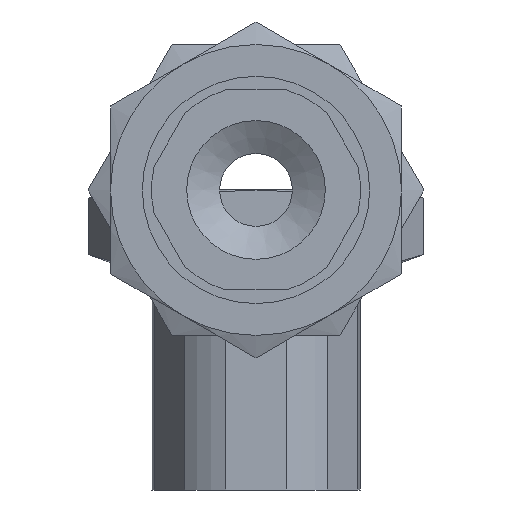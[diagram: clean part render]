
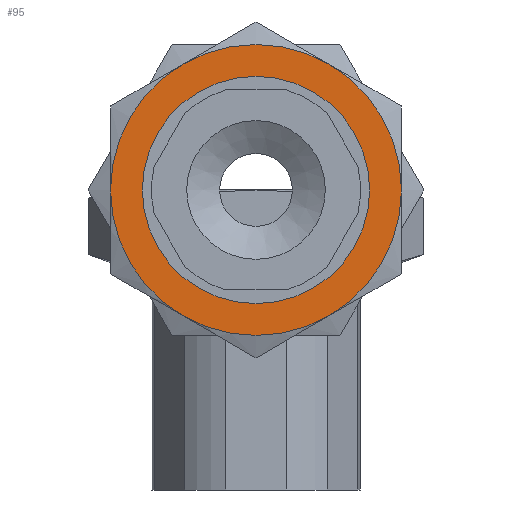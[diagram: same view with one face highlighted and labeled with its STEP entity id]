
A CAD part, front view. The second image highlights one B-rep face of the part: STEP entity #95.
In plain terms, the highlighted face is planar.
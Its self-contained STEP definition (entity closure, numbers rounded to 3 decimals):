
#95 = ADVANCED_FACE( 'NONE', ( #177, #178 ), #179, .F. );
#177 = FACE_OUTER_BOUND( '', #271, .T. );
#178 = FACE_BOUND( '', #272, .T. );
#179 = PLANE( '', #273 );
#271 = EDGE_LOOP( '', ( #434, #435, #436, #437, #438, #439 ) );
#272 = EDGE_LOOP( '', ( #440 ) );
#273 = AXIS2_PLACEMENT_3D( '', #441, #442, #443 );
#434 = ORIENTED_EDGE( '', *, *, #688, .T. );
#435 = ORIENTED_EDGE( '', *, *, #656, .T. );
#436 = ORIENTED_EDGE( '', *, *, #689, .T. );
#437 = ORIENTED_EDGE( '', *, *, #690, .T. );
#438 = ORIENTED_EDGE( '', *, *, #671, .T. );
#439 = ORIENTED_EDGE( '', *, *, #691, .T. );
#440 = ORIENTED_EDGE( '', *, *, #692, .F. );
#441 = CARTESIAN_POINT( '', ( 27.713, -16., 0. ) );
#442 = DIRECTION( '', ( 0., 0., -1. ) );
#443 = DIRECTION( '', ( 0., -1., 0. ) );
#656 = EDGE_CURVE( 'NONE', #829, #830, #831, .T. );
#671 = EDGE_CURVE( 'NONE', #850, #853, #855, .T. );
#688 = EDGE_CURVE( 'NONE', #866, #829, #882, .T. );
#689 = EDGE_CURVE( 'NONE', #830, #878, #883, .T. );
#690 = EDGE_CURVE( 'NONE', #878, #850, #884, .T. );
#691 = EDGE_CURVE( 'NONE', #853, #866, #885, .T. );
#692 = EDGE_CURVE( 'NONE', #886, #886, #887, .T. );
#829 = VERTEX_POINT( 'NONE', #1232 );
#830 = VERTEX_POINT( 'NONE', #1233 );
#831 = CIRCLE( '', #1234, 16. );
#850 = VERTEX_POINT( 'NONE', #1285 );
#853 = VERTEX_POINT( 'NONE', #1293 );
#855 = CIRCLE( '', #1300, 16. );
#866 = VERTEX_POINT( 'NONE', #1322 );
#878 = VERTEX_POINT( 'NONE', #1356 );
#882 = CIRCLE( '', #1370, 16. );
#883 = CIRCLE( '', #1371, 16. );
#884 = CIRCLE( '', #1372, 16. );
#885 = CIRCLE( '', #1373, 16. );
#886 = VERTEX_POINT( '', #1374 );
#887 = CIRCLE( '', #1375, 11.75 );
#1232 = CARTESIAN_POINT( '', ( -13.856, 8., 0. ) );
#1233 = CARTESIAN_POINT( '', ( -13.856, -8., 0. ) );
#1234 = AXIS2_PLACEMENT_3D( '', #1538, #1539, #1540 );
#1285 = CARTESIAN_POINT( '', ( 13.856, -8., 0. ) );
#1293 = CARTESIAN_POINT( '', ( 13.856, 8., 0. ) );
#1300 = AXIS2_PLACEMENT_3D( '', #1546, #1547, #1548 );
#1322 = CARTESIAN_POINT( '', ( 0., 16., 0. ) );
#1356 = CARTESIAN_POINT( '', ( 0., -16., 0. ) );
#1370 = AXIS2_PLACEMENT_3D( '', #1555, #1556, #1557 );
#1371 = AXIS2_PLACEMENT_3D( '', #1558, #1559, #1560 );
#1372 = AXIS2_PLACEMENT_3D( '', #1561, #1562, #1563 );
#1373 = AXIS2_PLACEMENT_3D( '', #1564, #1565, #1566 );
#1374 = CARTESIAN_POINT( '', ( 11.75, 0., 0. ) );
#1375 = AXIS2_PLACEMENT_3D( '', #1567, #1568, #1569 );
#1538 = CARTESIAN_POINT( '', ( 0., 0., 0. ) );
#1539 = DIRECTION( '', ( 0., 0., 1. ) );
#1540 = DIRECTION( '', ( 1., 0., 0. ) );
#1546 = CARTESIAN_POINT( '', ( 0., 0., 0. ) );
#1547 = DIRECTION( '', ( 0., 0., 1. ) );
#1548 = DIRECTION( '', ( 1., 0., 0. ) );
#1555 = CARTESIAN_POINT( '', ( 0., 0., 0. ) );
#1556 = DIRECTION( '', ( 0., 0., 1. ) );
#1557 = DIRECTION( '', ( 1., 0., 0. ) );
#1558 = CARTESIAN_POINT( '', ( 0., 0., 0. ) );
#1559 = DIRECTION( '', ( 0., 0., 1. ) );
#1560 = DIRECTION( '', ( 1., 0., 0. ) );
#1561 = CARTESIAN_POINT( '', ( 0., 0., 0. ) );
#1562 = DIRECTION( '', ( 0., 0., 1. ) );
#1563 = DIRECTION( '', ( 1., 0., 0. ) );
#1564 = CARTESIAN_POINT( '', ( 0., 0., 0. ) );
#1565 = DIRECTION( '', ( 0., 0., 1. ) );
#1566 = DIRECTION( '', ( 1., 0., 0. ) );
#1567 = CARTESIAN_POINT( '', ( 0., 0., 0. ) );
#1568 = DIRECTION( '', ( 0., 0., 1. ) );
#1569 = DIRECTION( '', ( 1., 0., 0. ) );
